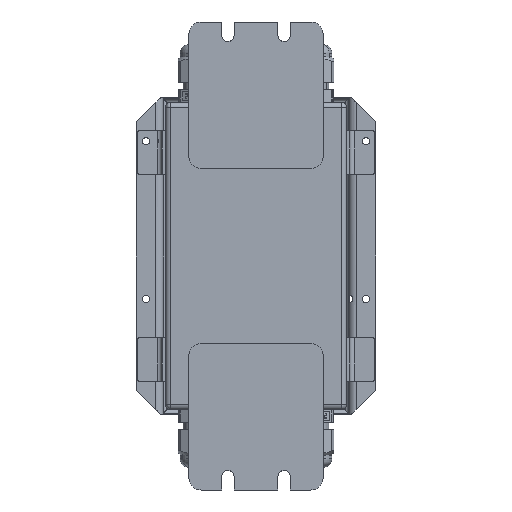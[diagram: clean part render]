
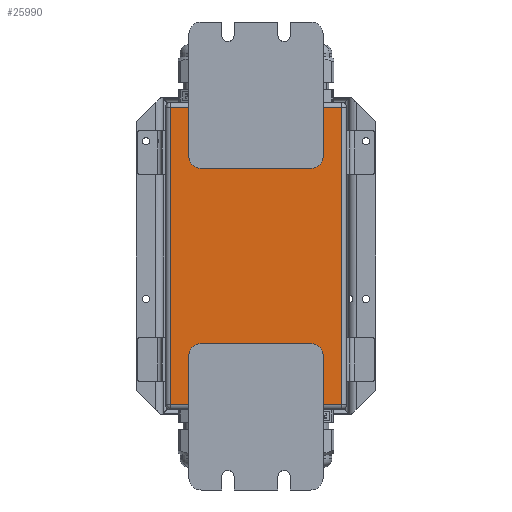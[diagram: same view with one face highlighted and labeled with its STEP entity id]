
A CAD part, front view. The second image highlights one B-rep face of the part: STEP entity #25990.
In plain terms, the highlighted face is planar.
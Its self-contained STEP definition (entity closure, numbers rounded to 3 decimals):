
#1805 = CARTESIAN_POINT ( 'NONE',  ( 0., -35., 0. ) ) ;
#2039 = LINE ( 'NONE', #40729, #9410 ) ;
#2123 = LINE ( 'NONE', #14760, #16404 ) ;
#2687 = ORIENTED_EDGE ( 'NONE', *, *, #9014, .T. ) ;
#3565 = VERTEX_POINT ( 'NONE', #9265 ) ;
#4786 = EDGE_CURVE ( 'NONE', #3565, #22198, #2123, .T. ) ;
#8235 = DIRECTION ( 'NONE',  ( 0., 0., 1. ) ) ;
#9014 = EDGE_CURVE ( 'NONE', #22198, #21220, #33998, .T. ) ;
#9265 = CARTESIAN_POINT ( 'NONE',  ( -60.875, 35., 0. ) ) ;
#9410 = VECTOR ( 'NONE', #12391, 1000. ) ;
#10651 = EDGE_CURVE ( 'NONE', #21220, #38599, #30999, .T. ) ;
#10958 = ORIENTED_EDGE ( 'NONE', *, *, #40396, .T. ) ;
#10987 = VECTOR ( 'NONE', #11528, 1000. ) ;
#11528 = DIRECTION ( 'NONE',  ( -1., 0., 0. ) ) ;
#12270 = CARTESIAN_POINT ( 'NONE',  ( 60.875, 0., 0. ) ) ;
#12391 = DIRECTION ( 'NONE',  ( 0., 1., 0. ) ) ;
#14469 = FACE_OUTER_BOUND ( 'NONE', #32374, .T. ) ;
#14760 = CARTESIAN_POINT ( 'NONE',  ( 0., 35., 0. ) ) ;
#16404 = VECTOR ( 'NONE', #18266, 1000. ) ;
#16945 = PLANE ( 'NONE',  #24291 ) ;
#17402 = CARTESIAN_POINT ( 'NONE',  ( -60.875, -35., 0. ) ) ;
#18266 = DIRECTION ( 'NONE',  ( 1., 0., 0. ) ) ;
#18713 = ORIENTED_EDGE ( 'NONE', *, *, #4786, .T. ) ;
#21220 = VERTEX_POINT ( 'NONE', #34549 ) ;
#22198 = VERTEX_POINT ( 'NONE', #40749 ) ;
#24291 = AXIS2_PLACEMENT_3D ( 'NONE', #39517, #8235, #29977 ) ;
#24295 = ORIENTED_EDGE ( 'NONE', *, *, #10651, .T. ) ;
#25990 = ADVANCED_FACE ( 'NONE', ( #14469 ), #16945, .F. ) ;
#29977 = DIRECTION ( 'NONE',  ( 1., 0., 0. ) ) ;
#30899 = DIRECTION ( 'NONE',  ( 0., -1., 0. ) ) ;
#30999 = LINE ( 'NONE', #1805, #10987 ) ;
#32374 = EDGE_LOOP ( 'NONE', ( #10958, #18713, #2687, #24295 ) ) ;
#33998 = LINE ( 'NONE', #12270, #35629 ) ;
#34549 = CARTESIAN_POINT ( 'NONE',  ( 60.875, -35., 0. ) ) ;
#35629 = VECTOR ( 'NONE', #30899, 1000. ) ;
#38599 = VERTEX_POINT ( 'NONE', #17402 ) ;
#39517 = CARTESIAN_POINT ( 'NONE',  ( 0., 0., 0. ) ) ;
#40396 = EDGE_CURVE ( 'NONE', #38599, #3565, #2039, .T. ) ;
#40729 = CARTESIAN_POINT ( 'NONE',  ( -60.875, 0., 0. ) ) ;
#40749 = CARTESIAN_POINT ( 'NONE',  ( 60.875, 35., 0. ) ) ;
